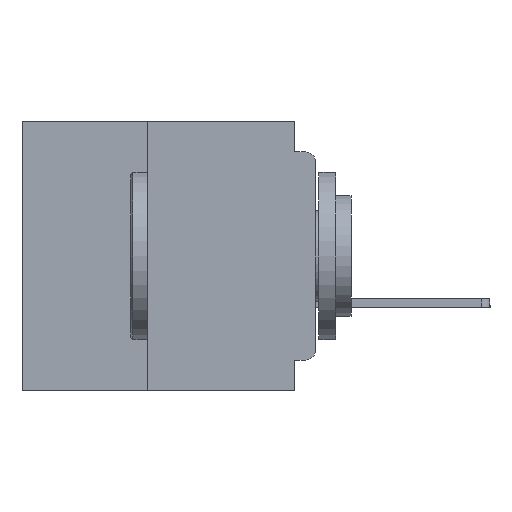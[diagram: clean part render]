
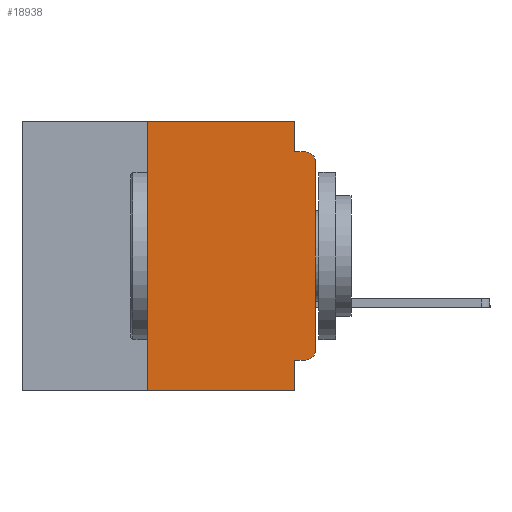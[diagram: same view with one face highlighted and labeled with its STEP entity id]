
A CAD part, left-side view. The second image highlights one B-rep face of the part: STEP entity #18938.
In plain terms, the highlighted planar face has unit normal (-1, 0, 0).
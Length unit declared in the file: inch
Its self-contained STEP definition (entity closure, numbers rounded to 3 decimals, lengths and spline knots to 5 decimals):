
#928 = DIRECTION ( 'NONE',  ( -1., 0., 0. ) ) ;
#1967 = PLANE ( 'NONE',  #27294 ) ;
#2657 = VECTOR ( 'NONE', #11583, 39.37008 ) ;
#3435 = EDGE_CURVE ( 'NONE', #5465, #11114, #40165, .T. ) ;
#3640 = LINE ( 'NONE', #20082, #45564 ) ;
#4242 = CARTESIAN_POINT ( 'NONE',  ( 0., 0.437, -0.4 ) ) ;
#5465 = VERTEX_POINT ( 'NONE', #24092 ) ;
#5609 = CARTESIAN_POINT ( 'NONE',  ( 0., 0.25, 0. ) ) ;
#6086 = DIRECTION ( 'NONE',  ( 1., 0., 0. ) ) ;
#6858 = CARTESIAN_POINT ( 'NONE',  ( 0., 0., -0.355 ) ) ;
#7292 = ORIENTED_EDGE ( 'NONE', *, *, #38390, .T. ) ;
#7609 = CARTESIAN_POINT ( 'NONE',  ( 0., 0.25, -0.4 ) ) ;
#7968 = LINE ( 'NONE', #28243, #28366 ) ;
#8359 = VECTOR ( 'NONE', #37792, 39.37008 ) ;
#8581 = CARTESIAN_POINT ( 'NONE',  ( 0., 0.031, -0.045 ) ) ;
#9249 = VERTEX_POINT ( 'NONE', #43684 ) ;
#9996 = CARTESIAN_POINT ( 'NONE',  ( 0., 0.015, -0.06 ) ) ;
#10448 = CARTESIAN_POINT ( 'NONE',  ( 0., 0.437, 0. ) ) ;
#11114 = VERTEX_POINT ( 'NONE', #43349 ) ;
#11300 = CARTESIAN_POINT ( 'NONE',  ( 0., 0., -0.06 ) ) ;
#11583 = DIRECTION ( 'NONE',  ( 0., 0., 1. ) ) ;
#11733 = ORIENTED_EDGE ( 'NONE', *, *, #3435, .F. ) ;
#12734 = ORIENTED_EDGE ( 'NONE', *, *, #28845, .F. ) ;
#12770 = CARTESIAN_POINT ( 'NONE',  ( 0., 0.031, 0. ) ) ;
#13562 = LINE ( 'NONE', #7609, #2657 ) ;
#14121 = DIRECTION ( 'NONE',  ( 0., 0., -1. ) ) ;
#14345 = CIRCLE ( 'NONE', #18832, 0.015 ) ;
#16802 = DIRECTION ( 'NONE',  ( 0., -1., 0. ) ) ;
#17485 = CARTESIAN_POINT ( 'NONE',  ( 0., 0., 0. ) ) ;
#17886 = ORIENTED_EDGE ( 'NONE', *, *, #24237, .F. ) ;
#18832 = AXIS2_PLACEMENT_3D ( 'NONE', #9996, #38358, #14121 ) ;
#18938 = ADVANCED_FACE ( 'NONE', ( #47015 ), #1967, .F. ) ;
#19265 = LINE ( 'NONE', #17485, #8359 ) ;
#19463 = CARTESIAN_POINT ( 'NONE',  ( 0., 0.031, 0. ) ) ;
#20082 = CARTESIAN_POINT ( 'NONE',  ( 0., 0.031, -0.4 ) ) ;
#20685 = LINE ( 'NONE', #12770, #42134 ) ;
#22151 = ORIENTED_EDGE ( 'NONE', *, *, #46888, .F. ) ;
#23069 = VERTEX_POINT ( 'NONE', #35763 ) ;
#23232 = VERTEX_POINT ( 'NONE', #8581 ) ;
#23234 = EDGE_CURVE ( 'NONE', #48906, #33903, #35276, .T. ) ;
#23613 = VERTEX_POINT ( 'NONE', #19463 ) ;
#24092 = CARTESIAN_POINT ( 'NONE',  ( 0., 0.015, -0.355 ) ) ;
#24237 = EDGE_CURVE ( 'NONE', #23232, #23069, #7968, .T. ) ;
#24531 = VECTOR ( 'NONE', #16802, 39.37008 ) ;
#25007 = VERTEX_POINT ( 'NONE', #11300 ) ;
#25398 = CARTESIAN_POINT ( 'NONE',  ( 0., 0.015, -0.34 ) ) ;
#25697 = EDGE_CURVE ( 'NONE', #48906, #34523, #13562, .T. ) ;
#26467 = ORIENTED_EDGE ( 'NONE', *, *, #42850, .T. ) ;
#27294 = AXIS2_PLACEMENT_3D ( 'NONE', #34371, #6086, #34551 ) ;
#27543 = CIRCLE ( 'NONE', #35215, 0.015 ) ;
#27730 = EDGE_LOOP ( 'NONE', ( #35816, #7292, #17886, #40984, #22151, #52137, #51815, #12734, #11733, #26467 ) ) ;
#28218 = DIRECTION ( 'NONE',  ( 0., 0., -1. ) ) ;
#28243 = CARTESIAN_POINT ( 'NONE',  ( 0., 0., -0.045 ) ) ;
#28366 = VECTOR ( 'NONE', #32290, 39.37008 ) ;
#28845 = EDGE_CURVE ( 'NONE', #11114, #33903, #3640, .T. ) ;
#29502 = DIRECTION ( 'NONE',  ( 0., 0., -1. ) ) ;
#29772 = CARTESIAN_POINT ( 'NONE',  ( 0., 0.031, -0.4 ) ) ;
#31273 = DIRECTION ( 'NONE',  ( 0., 1., 0. ) ) ;
#31527 = LINE ( 'NONE', #10448, #40947 ) ;
#32290 = DIRECTION ( 'NONE',  ( 0., -1., 0. ) ) ;
#32422 = CARTESIAN_POINT ( 'NONE',  ( 0., 0.25, -0.4 ) ) ;
#33903 = VERTEX_POINT ( 'NONE', #29772 ) ;
#34371 = CARTESIAN_POINT ( 'NONE',  ( 0., 0.437, 0. ) ) ;
#34523 = VERTEX_POINT ( 'NONE', #5609 ) ;
#34551 = DIRECTION ( 'NONE',  ( 0., 0., -1. ) ) ;
#35215 = AXIS2_PLACEMENT_3D ( 'NONE', #25398, #928, #29502 ) ;
#35276 = LINE ( 'NONE', #4242, #24531 ) ;
#35763 = CARTESIAN_POINT ( 'NONE',  ( 0., 0.015, -0.045 ) ) ;
#35816 = ORIENTED_EDGE ( 'NONE', *, *, #49709, .T. ) ;
#37792 = DIRECTION ( 'NONE',  ( 0., 0., 1. ) ) ;
#38358 = DIRECTION ( 'NONE',  ( -1., 0., 0. ) ) ;
#38390 = EDGE_CURVE ( 'NONE', #25007, #23069, #14345, .T. ) ;
#40165 = LINE ( 'NONE', #6858, #50926 ) ;
#40947 = VECTOR ( 'NONE', #46898, 39.37008 ) ;
#40984 = ORIENTED_EDGE ( 'NONE', *, *, #48350, .F. ) ;
#41076 = DIRECTION ( 'NONE',  ( 0., 0., -1. ) ) ;
#42134 = VECTOR ( 'NONE', #41076, 39.37008 ) ;
#42850 = EDGE_CURVE ( 'NONE', #5465, #9249, #27543, .T. ) ;
#43349 = CARTESIAN_POINT ( 'NONE',  ( 0., 0.031, -0.355 ) ) ;
#43684 = CARTESIAN_POINT ( 'NONE',  ( 0., 0., -0.34 ) ) ;
#45564 = VECTOR ( 'NONE', #28218, 39.37008 ) ;
#46888 = EDGE_CURVE ( 'NONE', #34523, #23613, #31527, .T. ) ;
#46898 = DIRECTION ( 'NONE',  ( 0., -1., 0. ) ) ;
#47015 = FACE_OUTER_BOUND ( 'NONE', #27730, .T. ) ;
#48350 = EDGE_CURVE ( 'NONE', #23613, #23232, #20685, .T. ) ;
#48906 = VERTEX_POINT ( 'NONE', #32422 ) ;
#49709 = EDGE_CURVE ( 'NONE', #9249, #25007, #19265, .T. ) ;
#50926 = VECTOR ( 'NONE', #31273, 39.37008 ) ;
#51815 = ORIENTED_EDGE ( 'NONE', *, *, #23234, .T. ) ;
#52137 = ORIENTED_EDGE ( 'NONE', *, *, #25697, .F. ) ;
